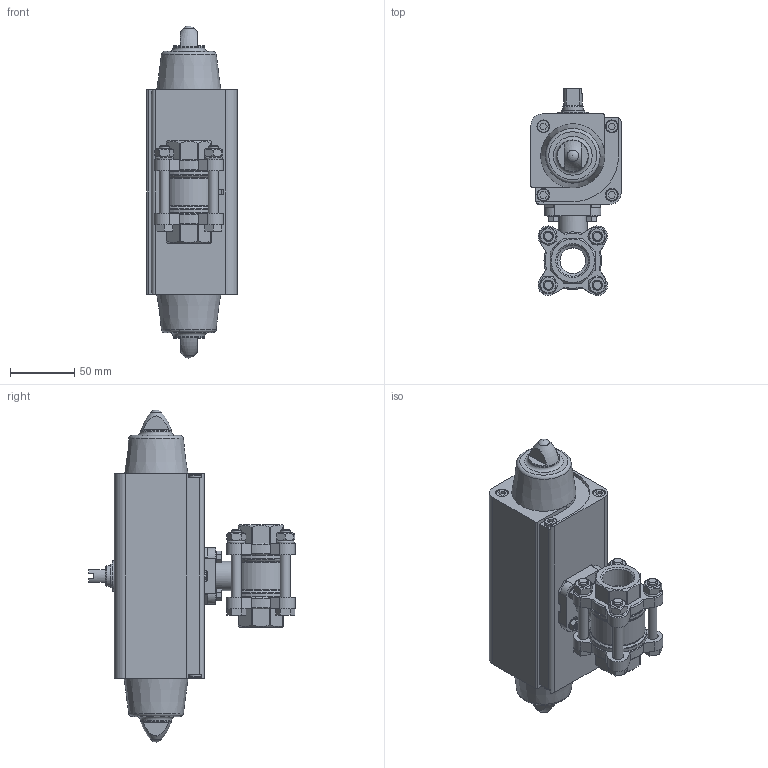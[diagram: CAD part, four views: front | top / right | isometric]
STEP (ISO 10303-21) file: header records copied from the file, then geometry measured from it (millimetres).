
FILE_DESCRIPTION(/* description */ ('STEP AP214'),/* implementation_level */ '2;1');
FILE_NAME(/* name */ '1758072_VZBA-3_4-GG-63-T-22-F0304-V4V4T-PS30-R-90-4-C',/* time_stamp */ '2024-09-10T08:50:38+02:00',/* author */ ('License CC BY-ND 4.0'),/* organization */ ('CADENAS'),/* preprocessor_version */ 'ST-DEVELOPER v19.3',/* originating_system */ 'PARTsolutions',/* authorisation */ ' ');
FILE_SCHEMA (('AUTOMOTIVE_DESIGN {1 0 10303 214 3 1 1}'));
Length unit declared in the file: millimetre
Products named in the file (8): 1758072 VZBA-3/4"-GG-63-T-22-F0304-V4V4T-PS30-R-90-4-C; 1686639 VZBA-3/4''-GG-63-T-22-F0304-V4V4T; 690066 S 5 A2; DIN 934 - M5(F); DIN-913 - M5x25; 8082118 DARQ-R-A-S14-S9-16; 533434 DAPS-0030-090-RS4-F04---(1); 533434 DAPS-0030-090-RS4-F04---(2)
Assembly tree (15 placements, depth 2):
  1758072 VZBA-3/4"-GG-63-T-22-F0304-V4V4T-PS30-R-90-4-C
    690066 S 5 A2  x4
    DIN 934 - M5(F)  x4
    DIN-913 - M5x25  x4
    8082118 DARQ-R-A-S14-S9-16
    533434 DAPS-0030-090-RS4-F04---(1)
    533434 DAPS-0030-090-RS4-F04---(2)
  1686639 VZBA-3/4''-GG-63-T-22-F0304-V4V4T
Bounding box: 70.4 x 161.48 x 259 mm (x, y, z)
Volume: 994139.9 mm3; surface area: 124831.9 mm2
Topology: 16 solids, 16 shells, 719 faces, 1757 edges, 1121 vertices
Faces by surface type: plane 402, cylinder 163, cone 118, torus 34, sphere 2
Full cylindrical faces by diameter (mm): 3.7 x1, 4.134 x16, 4.917 x1, 5 x4, 5.3 x4, 7.75 x4, 8 x8, 8.566 x2, 9 x13, 10 x8, 13.5 x1, 16 x1, 18.4 x1, 20 x1, 22.7 x1, 24 x2, 24.117 x2, 28 x2, 28.7 x1, 45 x2
Entity records: 17822 total; most frequent: CARTESIAN_POINT 3652, DIRECTION 2859, ORIENTED_EDGE 2664, EDGE_CURVE 1332, AXIS2_PLACEMENT_3D 1051, VERTEX_POINT 960, FACE_BOUND 872, EDGE_LOOP 857
